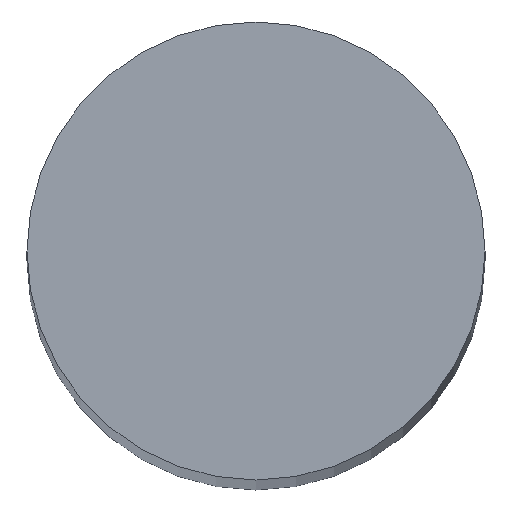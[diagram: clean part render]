
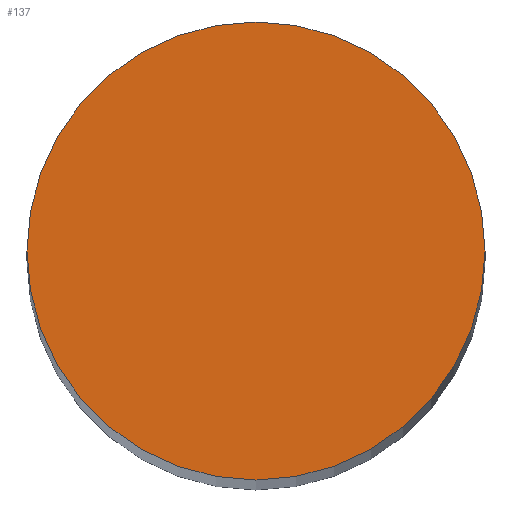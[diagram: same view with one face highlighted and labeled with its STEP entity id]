
A CAD part, top view. The second image highlights one B-rep face of the part: STEP entity #137.
In plain terms, the highlighted planar face has unit normal (0, 0, 1).
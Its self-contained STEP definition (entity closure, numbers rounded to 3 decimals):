
#34 = DIRECTION ( 'NONE',  ( -1., 0., 0. ) ) ;
#35 = DIRECTION ( 'NONE',  ( 0., 0., -1. ) ) ;
#36 = PLANE ( 'NONE',  #83 ) ;
#38 = DIRECTION ( 'NONE',  ( 1., 0., 0. ) ) ;
#39 = DIRECTION ( 'NONE',  ( 0., 0., 1. ) ) ;
#44 = CARTESIAN_POINT ( 'NONE',  ( 0., 40., 0. ) ) ;
#47 = DIRECTION ( 'NONE',  ( 1., 0., 0. ) ) ;
#48 = DIRECTION ( 'NONE',  ( 0., 0., 1. ) ) ;
#49 = CARTESIAN_POINT ( 'NONE',  ( 0., 0., 0. ) ) ;
#52 = CARTESIAN_POINT ( 'NONE',  ( 0., 0., 0. ) ) ;
#57 = CARTESIAN_POINT ( 'NONE',  ( -40., 0., 0. ) ) ;
#66 = VERTEX_POINT ( 'NONE', #57 ) ;
#69 = VERTEX_POINT ( 'NONE', #70 ) ;
#70 = CARTESIAN_POINT ( 'NONE',  ( 40., 0., 0. ) ) ;
#81 = AXIS2_PLACEMENT_3D ( 'NONE', #49, #48, #47 ) ;
#83 = AXIS2_PLACEMENT_3D ( 'NONE', #44, #35, #34 ) ;
#84 = EDGE_CURVE ( 'NONE', #66, #69, #119, .T. ) ;
#89 = AXIS2_PLACEMENT_3D ( 'NONE', #52, #39, #38 ) ;
#94 = EDGE_CURVE ( 'NONE', #69, #66, #124, .T. ) ;
#108 = ORIENTED_EDGE ( 'NONE', *, *, #84, .T. ) ;
#110 = ORIENTED_EDGE ( 'NONE', *, *, #94, .T. ) ;
#119 = CIRCLE ( 'NONE', #81, 40. ) ;
#121 = FACE_OUTER_BOUND ( 'NONE', #134, .T. ) ;
#124 = CIRCLE ( 'NONE', #89, 40. ) ;
#134 = EDGE_LOOP ( 'NONE', ( #110, #108 ) ) ;
#137 = ADVANCED_FACE ( 'NONE', ( #121 ), #36, .F. ) ;
